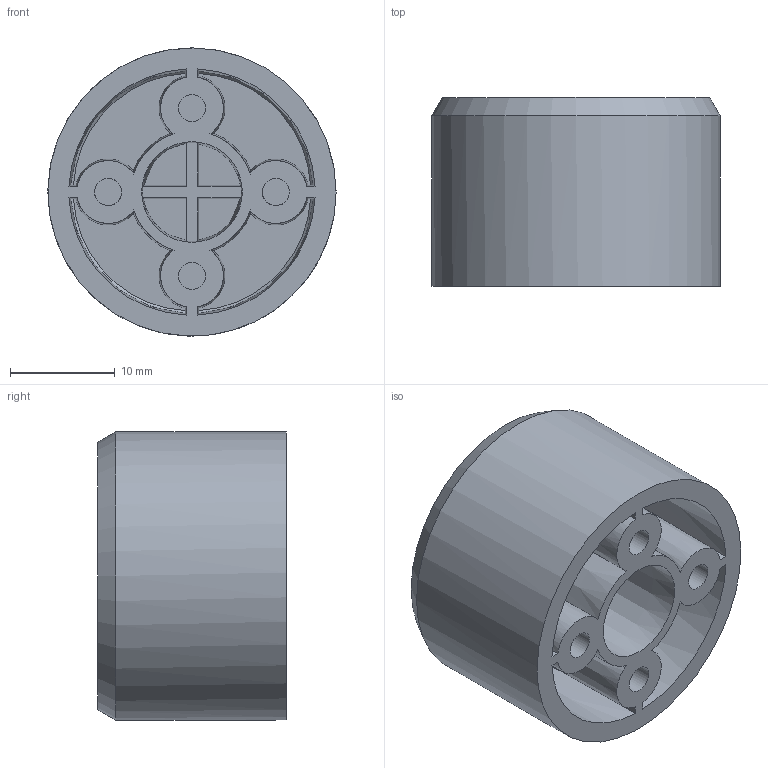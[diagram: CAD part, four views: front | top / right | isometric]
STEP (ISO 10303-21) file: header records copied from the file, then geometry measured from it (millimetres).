
FILE_DESCRIPTION(/* description */ (''),/* implementation_level */ '2;1');
FILE_NAME(/* name */ 'CW1-BUTTON.step',/* time_stamp */ '2019-08-13T12:55:06+02:00',/* author */ (''),/* organization */ (''),/* preprocessor_version */ 'ST-DEVELOPER v18',/* originating_system */ 'Autodesk Translation Framework v8.2.0.1029',/* authorisation */ '');
FILE_SCHEMA (('AUTOMOTIVE_DESIGN { 1 0 10303 214 3 1 1 }'));
Length unit declared in the file: millimetre
Products named in the file (1): button
Bounding box: 27.5 x 18 x 27.5 mm (x, y, z)
Volume: 5786.9 mm3; surface area: 6512.2 mm2
Topology: 1 solids, 1 shells, 58 faces, 143 edges, 96 vertices
Faces by surface type: plane 31, cone 22, cylinder 5
Full cylindrical faces by diameter (mm): 2.6 x4, 27.5 x1
Entity records: 1799 total; most frequent: CARTESIAN_POINT 426, ORIENTED_EDGE 286, DIRECTION 281, EDGE_CURVE 143, AXIS2_PLACEMENT_3D 119, VERTEX_POINT 96, EDGE_LOOP 67, CIRCLE 60
